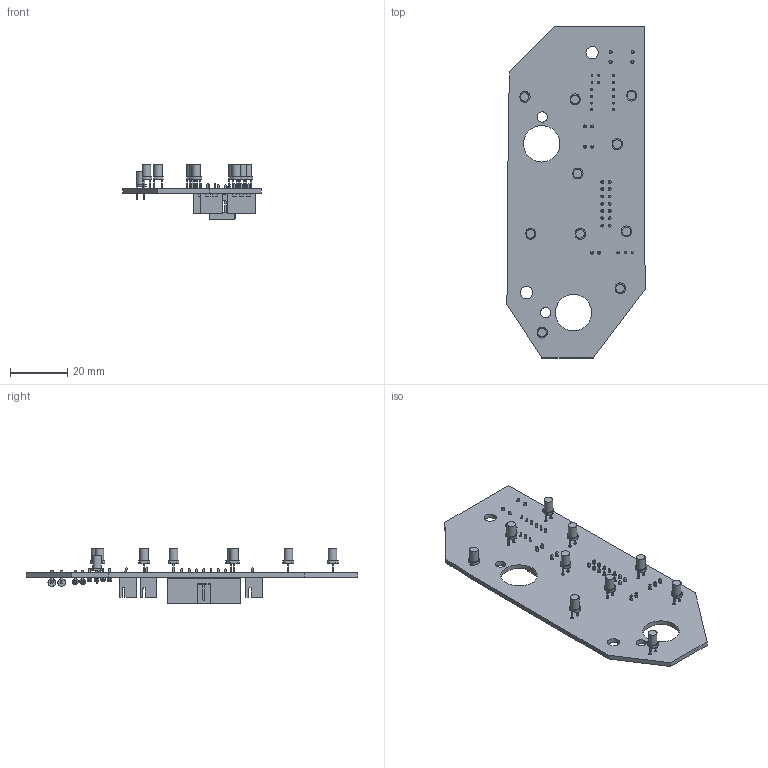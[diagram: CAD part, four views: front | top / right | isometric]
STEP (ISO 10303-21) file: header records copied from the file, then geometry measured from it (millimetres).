
FILE_DESCRIPTION(('KiCad electronic assembly'),'2;1');
FILE_NAME('APU-Combined.step','2024-10-31T06:19:39',('Pcbnew'),('Kicad') ,'Open CASCADE STEP processor 7.7','KiCad to STEP converter','Unknown' );
FILE_SCHEMA(('AUTOMOTIVE_DESIGN { 1 0 10303 214 1 1 1 1 }'));
Length unit declared in the file: millimetre
Products named in the file (16): APU-Combined 1; LED_D3.0mm_FlatTop; R_Axial_DIN0204_L3.6mm_D1.6mm_P7.62mm_Horizontal; R_Axial_DIN0204_L36mm_D16mm_P762mm_Horizontal; D_DO-35_SOD27_P7.62mm_Horizontal; JST_XH_B2B-XH-A_1x02_P2.50mm_Vertical; JST_B2B_XH_A; IDC-Header_2x07_P2.54mm_Vertical; IDC_Header_2x07_P254mm_Vertical; D_DO-41_SOD81_P7.62mm_Horizontal; JST_XH_B3B-XH-A_1x03_P2.50mm_Vertical; JST_B3B_XH_A; APU-Combined_PCB
Assembly tree (31 placements, depth 3):
  APU-Combined 1
    LED_D3.0mm_FlatTop  x10
      LED_D3.0mm_FlatTop
    R_Axial_DIN0204_L3.6mm_D1.6mm_P7.62mm_Horizontal  x4
      R_Axial_DIN0204_L36mm_D16mm_P762mm_Horizontal
    D_DO-35_SOD27_P7.62mm_Horizontal  x2
      D_DO-35_SOD27_P7.62mm_Horizontal
    JST_XH_B2B-XH-A_1x02_P2.50mm_Vertical  x3
      JST_B2B_XH_A
    IDC-Header_2x07_P2.54mm_Vertical
      IDC_Header_2x07_P254mm_Vertical
    D_DO-41_SOD81_P7.62mm_Horizontal  x2
      D_DO-41_SOD81_P7.62mm_Horizontal
    JST_XH_B3B-XH-A_1x03_P2.50mm_Vertical
      JST_B3B_XH_A
    APU-Combined_PCB
Bounding box: 48.11 x 115.62 x 19.1 mm (x, y, z)
Volume: 9764.2 mm3; surface area: 15069.4 mm2
Topology: 26 solids, 26 shells, 1043 faces, 2477 edges, 1582 vertices
Faces by surface type: plane 851, cylinder 164, torus 28
Full cylindrical faces by diameter (mm): 0.5 x22, 0.7 x12, 0.8 x8, 0.9 x20, 0.95 x3, 1 x26, 1.1 x4, 1.44 x4, 1.6 x8, 2 x4, 2.02 x2, 2.7 x4, 2.72 x2, 3 x10, 3.572 x2, 4.305 x2, 12.7 x2
Entity records: 22987 total; most frequent: CARTESIAN_POINT 3214, DIRECTION 3127, ORIENTED_EDGE 3112, EDGE_CURVE 1556, LINE 1327, VECTOR 1327, VERTEX_POINT 987, AXIS2_PLACEMENT_3D 900
